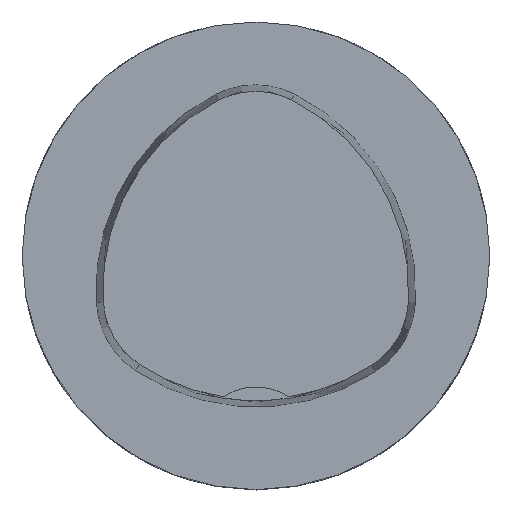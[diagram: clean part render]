
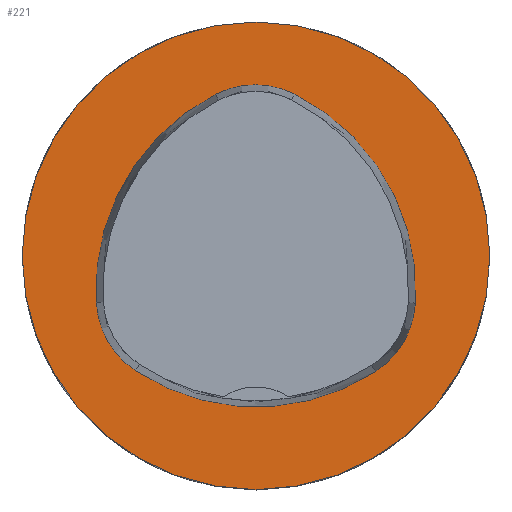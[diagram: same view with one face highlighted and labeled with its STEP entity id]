
A CAD part, top view. The second image highlights one B-rep face of the part: STEP entity #221.
In plain terms, the highlighted planar face has unit normal (0, 0, 1).
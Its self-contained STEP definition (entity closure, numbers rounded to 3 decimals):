
#221=ADVANCED_FACE('',(#408,#409),#260,.T.);
#260=PLANE('',#1134);
#408=FACE_BOUND('',#462,.T.);
#409=FACE_BOUND('',#463,.T.);
#462=EDGE_LOOP('',(#638,#639,#640,#641,#642,#643));
#463=EDGE_LOOP('',(#644));
#638=ORIENTED_EDGE('',*,*,#920,.T.);
#639=ORIENTED_EDGE('',*,*,#900,.T.);
#640=ORIENTED_EDGE('',*,*,#904,.T.);
#641=ORIENTED_EDGE('',*,*,#907,.T.);
#642=ORIENTED_EDGE('',*,*,#910,.T.);
#643=ORIENTED_EDGE('',*,*,#918,.T.);
#644=ORIENTED_EDGE('',*,*,#891,.F.);
#794=VERTEX_POINT('',#1721);
#803=VERTEX_POINT('',#1740);
#804=VERTEX_POINT('',#1741);
#807=VERTEX_POINT('',#1749);
#809=VERTEX_POINT('',#1755);
#811=VERTEX_POINT('',#1761);
#818=VERTEX_POINT('',#1782);
#891=EDGE_CURVE('',#794,#794,#971,.T.);
#900=EDGE_CURVE('',#803,#804,#972,.T.);
#904=EDGE_CURVE('',#804,#807,#974,.T.);
#907=EDGE_CURVE('',#807,#809,#976,.T.);
#910=EDGE_CURVE('',#809,#811,#978,.T.);
#918=EDGE_CURVE('',#811,#818,#982,.T.);
#920=EDGE_CURVE('',#818,#803,#984,.T.);
#971=CIRCLE('',#1106,16.);
#972=CIRCLE('',#1112,15.);
#974=CIRCLE('',#1115,6.);
#976=CIRCLE('',#1118,15.);
#978=CIRCLE('',#1121,6.);
#982=CIRCLE('',#1126,15.);
#984=CIRCLE('',#1129,6.);
#1106=AXIS2_PLACEMENT_3D('',#1720,#1299,#1300);
#1112=AXIS2_PLACEMENT_3D('',#1739,#1315,#1316);
#1115=AXIS2_PLACEMENT_3D('',#1748,#1323,#1324);
#1118=AXIS2_PLACEMENT_3D('',#1754,#1330,#1331);
#1121=AXIS2_PLACEMENT_3D('',#1760,#1337,#1338);
#1126=AXIS2_PLACEMENT_3D('',#1783,#1349,#1350);
#1129=AXIS2_PLACEMENT_3D('',#1786,#1355,#1356);
#1134=AXIS2_PLACEMENT_3D('',#1791,#1365,#1366);
#1299=DIRECTION('',(0.,0.,-1.));
#1300=DIRECTION('',(-1.,0.,0.));
#1315=DIRECTION('',(0.,0.,-1.));
#1316=DIRECTION('',(-1.,0.,0.));
#1323=DIRECTION('',(0.,0.,-1.));
#1324=DIRECTION('',(-1.,0.,0.));
#1330=DIRECTION('',(0.,0.,-1.));
#1331=DIRECTION('',(-1.,0.,0.));
#1337=DIRECTION('',(0.,0.,-1.));
#1338=DIRECTION('',(-1.,0.,0.));
#1349=DIRECTION('',(0.,0.,-1.));
#1350=DIRECTION('',(-1.,0.,0.));
#1355=DIRECTION('',(0.,0.,-1.));
#1356=DIRECTION('',(-1.,0.,0.));
#1365=DIRECTION('',(0.,0.,1.));
#1366=DIRECTION('',(1.,0.,0.));
#1720=CARTESIAN_POINT('',(0.,0.,0.));
#1721=CARTESIAN_POINT('',(-16.,0.,0.));
#1739=CARTESIAN_POINT('',(4.048,-2.316,0.));
#1740=CARTESIAN_POINT('',(-10.926,-3.206,0.));
#1741=CARTESIAN_POINT('',(-2.774,11.043,0.));
#1748=CARTESIAN_POINT('',(-0.045,5.7,0.));
#1749=CARTESIAN_POINT('',(2.638,11.066,0.));
#1754=CARTESIAN_POINT('',(-4.07,-2.35,0.));
#1755=CARTESIAN_POINT('',(10.903,-3.249,0.));
#1760=CARTESIAN_POINT('',(4.914,-2.889,0.));
#1761=CARTESIAN_POINT('',(8.177,-7.924,0.));
#1782=CARTESIAN_POINT('',(-8.24,-7.859,0.));
#1783=CARTESIAN_POINT('',(0.019,4.663,0.));
#1786=CARTESIAN_POINT('',(-4.936,-2.85,0.));
#1791=CARTESIAN_POINT('',(0.,0.,0.));
